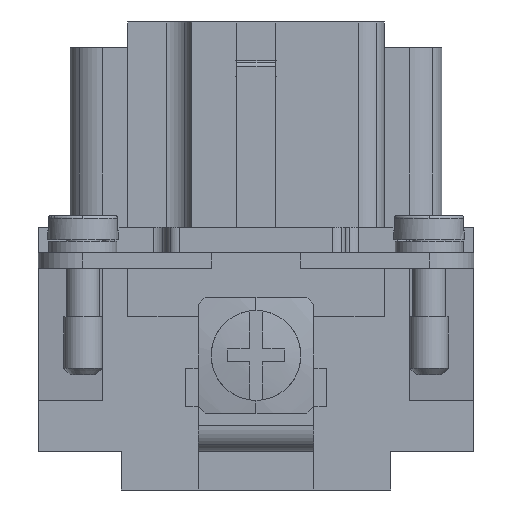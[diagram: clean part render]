
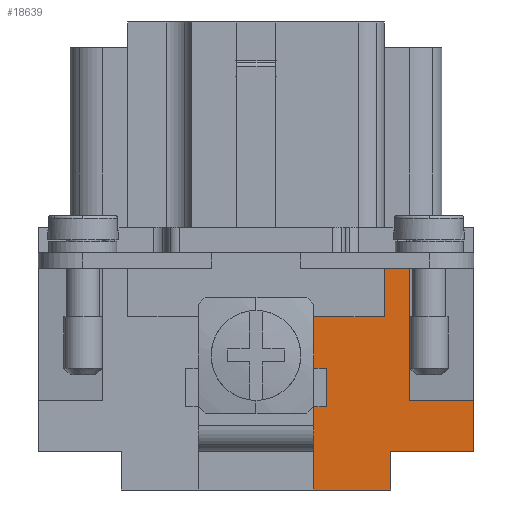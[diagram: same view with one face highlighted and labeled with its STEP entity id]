
A CAD part, left-side view. The second image highlights one B-rep face of the part: STEP entity #18639.
In plain terms, the highlighted planar face has unit normal (-1, 0, 0).
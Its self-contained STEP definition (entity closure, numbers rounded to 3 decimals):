
#8275=CARTESIAN_POINT('',(-21.5,-4.5,-17.355));
#8276=VERTEX_POINT('',#8275);
#13706=CARTESIAN_POINT('',(-21.5,-17.0,-17.5));
#13707=VERTEX_POINT('',#13706);
#13714=CARTESIAN_POINT('',(-21.5,-10.5,-17.5));
#13715=VERTEX_POINT('',#13714);
#13716=CARTESIAN_POINT('',(-21.5,-10.5,-17.5));
#13717=DIRECTION('',(0.0,-1.0,0.0));
#13718=VECTOR('',#13717,6.5);
#13719=LINE('',#13716,#13718);
#13720=EDGE_CURVE('',#13715,#13707,#13719,.T.);
#18179=CARTESIAN_POINT('',(-21.5,-4.5,-14.0));
#18180=VERTEX_POINT('',#18179);
#18187=CARTESIAN_POINT('',(-21.5,-5.5,-14.0));
#18188=VERTEX_POINT('',#18187);
#18189=CARTESIAN_POINT('',(-21.5,-5.5,-14.0));
#18190=DIRECTION('',(0.0,1.0,0.0));
#18191=VECTOR('',#18190,1.);
#18192=LINE('',#18189,#18191);
#18193=EDGE_CURVE('',#18188,#18180,#18192,.T.);
#18218=CARTESIAN_POINT('',(-21.5,-5.5,-11.0));
#18219=VERTEX_POINT('',#18218);
#18220=CARTESIAN_POINT('',(-21.5,-5.5,-11.0));
#18221=DIRECTION('',(0.0,0.0,-1.0));
#18222=VECTOR('',#18221,3.0);
#18223=LINE('',#18220,#18222);
#18224=EDGE_CURVE('',#18219,#18188,#18223,.T.);
#18247=CARTESIAN_POINT('',(-21.5,-4.5,-11.0));
#18248=VERTEX_POINT('',#18247);
#18249=CARTESIAN_POINT('',(-21.5,-4.5,-11.0));
#18250=DIRECTION('',(0.0,-1.0,0.0));
#18251=VECTOR('',#18250,1.);
#18252=LINE('',#18249,#18251);
#18253=EDGE_CURVE('',#18248,#18219,#18252,.T.);
#18512=CARTESIAN_POINT('',(-21.5,-4.5,-7.));
#18513=VERTEX_POINT('',#18512);
#18514=CARTESIAN_POINT('',(-21.5,-4.5,-7.));
#18515=DIRECTION('',(0.0,0.0,-1.0));
#18516=VECTOR('',#18515,4.);
#18517=LINE('',#18514,#18516);
#18518=EDGE_CURVE('',#18513,#18248,#18517,.T.);
#18537=CARTESIAN_POINT('',(-21.5,0.0,-2.));
#18538=DIRECTION('',(1.0,0.0,0.0));
#18539=DIRECTION('',(0.0,0.0,-1.0));
#18540=AXIS2_PLACEMENT_3D('',#18537,#18538,#18539);
#18541=PLANE('',#18540);
#18542=ORIENTED_EDGE('',*,*,#18253,.T.);
#18543=ORIENTED_EDGE('',*,*,#18224,.T.);
#18544=ORIENTED_EDGE('',*,*,#18193,.T.);
#18545=CARTESIAN_POINT('',(-21.5,-4.5,-16.25));
#18546=VERTEX_POINT('',#18545);
#18547=CARTESIAN_POINT('',(-21.5,-4.5,-14.0));
#18548=DIRECTION('',(0.0,0.0,-1.0));
#18549=VECTOR('',#18548,2.25);
#18550=LINE('',#18547,#18549);
#18551=EDGE_CURVE('',#18180,#18546,#18550,.T.);
#18552=ORIENTED_EDGE('',*,*,#18551,.T.);
#18553=CARTESIAN_POINT('',(-21.5,-4.5,-16.251));
#18554=VERTEX_POINT('',#18553);
#18555=CARTESIAN_POINT('',(-21.5,-4.5,-16.25));
#18556=DIRECTION('',(0.0,0.0,-1.0));
#18557=VECTOR('',#18556,0.001);
#18558=LINE('',#18555,#18557);
#18559=EDGE_CURVE('',#18546,#18554,#18558,.T.);
#18560=ORIENTED_EDGE('',*,*,#18559,.T.);
#18561=CARTESIAN_POINT('',(-21.5,-4.5,-16.251));
#18562=DIRECTION('',(0.0,0.0,-1.0));
#18563=VECTOR('',#18562,1.104);
#18564=LINE('',#18561,#18563);
#18565=EDGE_CURVE('',#18554,#8276,#18564,.T.);
#18566=ORIENTED_EDGE('',*,*,#18565,.T.);
#18567=CARTESIAN_POINT('',(-21.5,-4.5,-20.5));
#18568=VERTEX_POINT('',#18567);
#18569=CARTESIAN_POINT('',(-21.5,-4.5,-17.355));
#18570=DIRECTION('',(0.0,0.0,-1.0));
#18571=VECTOR('',#18570,3.145);
#18572=LINE('',#18569,#18571);
#18573=EDGE_CURVE('',#8276,#18568,#18572,.T.);
#18574=ORIENTED_EDGE('',*,*,#18573,.T.);
#18575=CARTESIAN_POINT('',(-21.5,-10.5,-20.5));
#18576=VERTEX_POINT('',#18575);
#18577=CARTESIAN_POINT('',(-21.5,-10.5,-20.5));
#18578=DIRECTION('',(0.0,1.0,0.0));
#18579=VECTOR('',#18578,6.);
#18580=LINE('',#18577,#18579);
#18581=EDGE_CURVE('',#18576,#18568,#18580,.T.);
#18582=ORIENTED_EDGE('',*,*,#18581,.F.);
#18583=CARTESIAN_POINT('',(-21.5,-10.5,-20.5));
#18584=DIRECTION('',(0.0,0.0,1.0));
#18585=VECTOR('',#18584,3.);
#18586=LINE('',#18583,#18585);
#18587=EDGE_CURVE('',#18576,#13715,#18586,.T.);
#18588=ORIENTED_EDGE('',*,*,#18587,.T.);
#18589=ORIENTED_EDGE('',*,*,#13720,.T.);
#18590=CARTESIAN_POINT('',(-21.5,-17.0,-13.5));
#18591=VERTEX_POINT('',#18590);
#18592=CARTESIAN_POINT('',(-21.5,-17.0,-13.5));
#18593=DIRECTION('',(0.0,0.0,-1.0));
#18594=VECTOR('',#18593,4.0);
#18595=LINE('',#18592,#18594);
#18596=EDGE_CURVE('',#18591,#13707,#18595,.T.);
#18597=ORIENTED_EDGE('',*,*,#18596,.F.);
#18598=CARTESIAN_POINT('',(-21.5,-12.,-13.5));
#18599=VERTEX_POINT('',#18598);
#18600=CARTESIAN_POINT('',(-21.5,-17.0,-13.5));
#18601=DIRECTION('',(0.0,1.0,0.0));
#18602=VECTOR('',#18601,5.);
#18603=LINE('',#18600,#18602);
#18604=EDGE_CURVE('',#18591,#18599,#18603,.T.);
#18605=ORIENTED_EDGE('',*,*,#18604,.T.);
#18606=CARTESIAN_POINT('',(-21.5,-12.,-3.2));
#18607=VERTEX_POINT('',#18606);
#18608=CARTESIAN_POINT('',(-21.5,-12.,-13.5));
#18609=DIRECTION('',(0.0,0.0,1.0));
#18610=VECTOR('',#18609,10.3);
#18611=LINE('',#18608,#18610);
#18612=EDGE_CURVE('',#18599,#18607,#18611,.T.);
#18613=ORIENTED_EDGE('',*,*,#18612,.T.);
#18614=CARTESIAN_POINT('',(-21.5,-10.,-3.2));
#18615=VERTEX_POINT('',#18614);
#18616=CARTESIAN_POINT('',(-21.5,-12.,-3.2));
#18617=DIRECTION('',(0.0,1.0,0.0));
#18618=VECTOR('',#18617,2.);
#18619=LINE('',#18616,#18618);
#18620=EDGE_CURVE('',#18607,#18615,#18619,.T.);
#18621=ORIENTED_EDGE('',*,*,#18620,.T.);
#18622=CARTESIAN_POINT('',(-21.5,-10.,-7.0));
#18623=VERTEX_POINT('',#18622);
#18624=CARTESIAN_POINT('',(-21.5,-10.,-3.2));
#18625=DIRECTION('',(0.0,0.0,-1.0));
#18626=VECTOR('',#18625,3.8);
#18627=LINE('',#18624,#18626);
#18628=EDGE_CURVE('',#18615,#18623,#18627,.T.);
#18629=ORIENTED_EDGE('',*,*,#18628,.T.);
#18630=CARTESIAN_POINT('',(-21.5,-10.,-7.0));
#18631=DIRECTION('',(0.0,1.0,0.0));
#18632=VECTOR('',#18631,5.5);
#18633=LINE('',#18630,#18632);
#18634=EDGE_CURVE('',#18623,#18513,#18633,.T.);
#18635=ORIENTED_EDGE('',*,*,#18634,.T.);
#18636=ORIENTED_EDGE('',*,*,#18518,.T.);
#18637=EDGE_LOOP('',(#18542,#18543,#18544,#18552,#18560,#18566,#18574,#18582,#18588,#18589,#18597,#18605,#18613,#18621,#18629,#18635,#18636));
#18638=FACE_OUTER_BOUND('',#18637,.T.);
#18639=ADVANCED_FACE('',(#18638),#18541,.F.);
